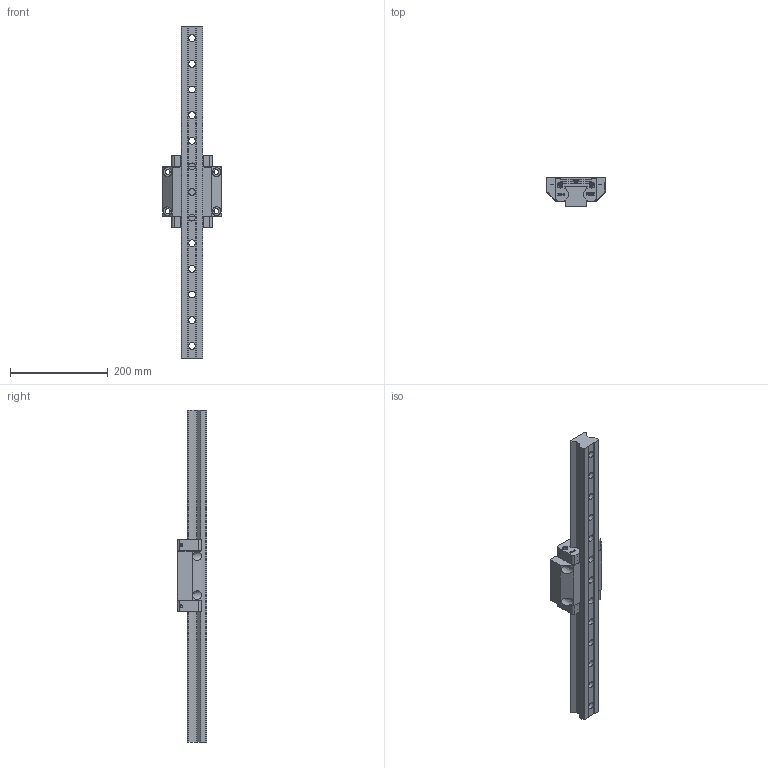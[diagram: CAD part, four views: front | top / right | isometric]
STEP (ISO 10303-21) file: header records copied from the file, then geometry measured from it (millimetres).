
FILE_DESCRIPTION((''),'2;1');
FILE_NAME('Assieme MG 45 LC clienti.stp','2009-01-14T11:14:44',('ufficiotecnicodue'),(''),'Autodesk Inventor 2008','Autodesk Inventor 2008','');
FILE_SCHEMA(('AUTOMOTIVE_DESIGN { 1 0 10303 214 1 1 1 1 }'));
Length unit declared in the file: millimetre
Products named in the file (4): Assieme MG 45 LC clienti; Guida MG45 clienti; Pattino MG LC 45 clienti; TC45 clienti
Assembly tree (4 placements, depth 2):
  Assieme MG 45 LC clienti
    Guida MG45 clienti
    Pattino MG LC 45 clienti
    TC45 clienti  x2
Bounding box: 120 x 60 x 680 mm (x, y, z)
Volume: 1462736.1 mm3; surface area: 247433 mm2
Topology: 4 solids, 44 shells, 941 faces, 2306 edges, 1522 vertices
Faces by surface type: plane 603, bspline 202, cylinder 122, cone 14
Full cylindrical faces by diameter (mm): 1.275 x2, 2 x2, 3 x2, 3.506 x2, 4.134 x2, 4.917 x2, 5.2 x2, 7 x2, 10 x2, 11.5 x4
Entity records: 16852 total; most frequent: CARTESIAN_POINT 4421, ORIENTED_EDGE 2504, DIRECTION 2283, EDGE_CURVE 1252, VECTOR 975, LINE 975, VERTEX_POINT 861, EDGE_LOOP 713
